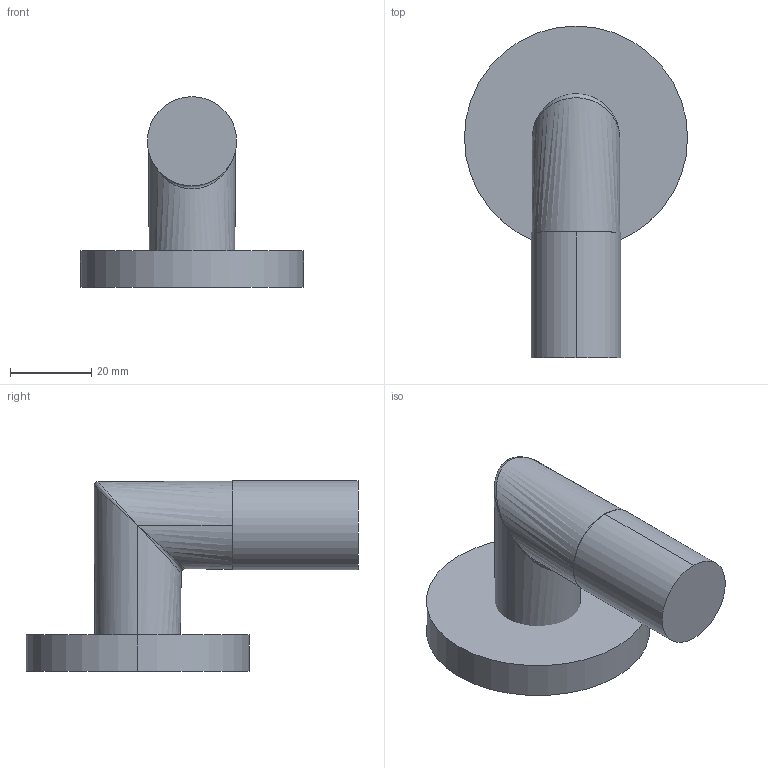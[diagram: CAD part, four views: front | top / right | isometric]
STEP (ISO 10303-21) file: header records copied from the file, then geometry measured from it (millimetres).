
FILE_DESCRIPTION (( 'STEP AP203' ), '1' );
FILE_NAME ('28450625-00.STEP', '2018-07-03T14:47:45', ( '' ), ( '' ), 'SwSTEP 2.0', 'SolidWorks 2017', '' );
FILE_SCHEMA (( 'CONFIG_CONTROL_DESIGN' ));
Length unit declared in the file: millimetre
Products named in the file (4): Planungsmodell_Rohr_gerade-+-28.568.780-10_ _K225_22x31; 28450625-00; Planungsmodell_Rosette_rund-+-36.104.820-01_ _K5_55x9; Planungsmodell_Anschluss-+-09.11.03.036.94-01_ _K1
Assembly tree (3 placements, depth 2):
  28450625-00
    Planungsmodell_Rosette_rund-+-36.104.820-01_ _K5_55x9
    Planungsmodell_Anschluss-+-09.11.03.036.94-01_ _K1
    Planungsmodell_Rohr_gerade-+-28.568.780-10_ _K225_22x31
Bounding box: 55 x 81.8 x 47 mm (x, y, z)
Volume: 54448.3 mm3; surface area: 13894.5 mm2
Topology: 3 solids, 3 shells, 16 faces, 32 edges, 16 vertices
Faces by surface type: plane 6, bspline 6, cylinder 4
Entity records: 1552 total; most frequent: CARTESIAN_POINT 882, DIRECTION 56, ORIENTED_EDGE 52, PERSON_AND_ORGANIZATION 35, EDGE_CURVE 26, COORDINATED_UNIVERSAL_TIME_OFFSET 26, DATE_AND_TIME 26, CALENDAR_DATE 26
